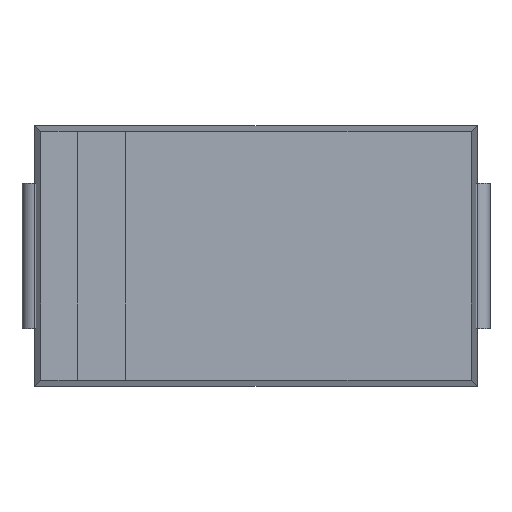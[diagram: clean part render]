
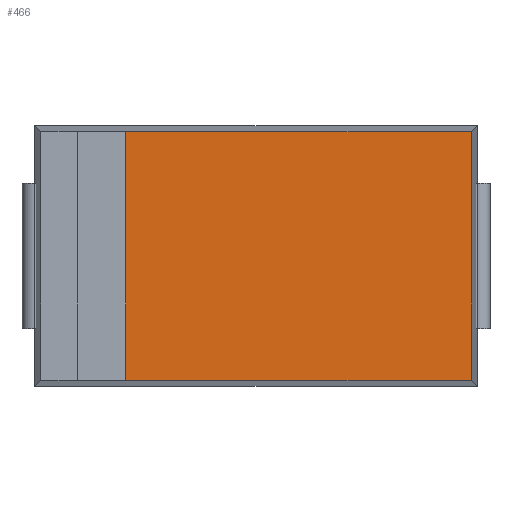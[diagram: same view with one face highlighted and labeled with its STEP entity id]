
A CAD part, top view. The second image highlights one B-rep face of the part: STEP entity #466.
In plain terms, the highlighted planar face has unit normal (0, 0, 1).
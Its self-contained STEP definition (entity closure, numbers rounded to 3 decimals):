
#5 = CARTESIAN_POINT ( 'NONE',  ( -2.15, 2.05, 1.95 ) ) ;
#75 = VERTEX_POINT ( 'NONE', #423 ) ;
#156 = ORIENTED_EDGE ( 'NONE', *, *, #1008, .T. ) ;
#258 = ORIENTED_EDGE ( 'NONE', *, *, #1479, .F. ) ;
#265 = DIRECTION ( 'NONE',  ( 1., 0., 0. ) ) ;
#352 = LINE ( 'NONE', #820, #1477 ) ;
#423 = CARTESIAN_POINT ( 'NONE',  ( -2.15, -2.05, 1.95 ) ) ;
#435 = CARTESIAN_POINT ( 'NONE',  ( 0., 0., 1.95 ) ) ;
#466 = ADVANCED_FACE ( 'NONE', ( #952 ), #1482, .F. ) ;
#573 = DIRECTION ( 'NONE',  ( 0., 0., -1. ) ) ;
#596 = DIRECTION ( 'NONE',  ( -1., 0., 0. ) ) ;
#602 = VERTEX_POINT ( 'NONE', #1199 ) ;
#758 = EDGE_CURVE ( 'NONE', #75, #1802, #1129, .T. ) ;
#820 = CARTESIAN_POINT ( 'NONE',  ( 0., 2.05, 1.95 ) ) ;
#839 = EDGE_LOOP ( 'NONE', ( #156, #258, #860, #1047 ) ) ;
#860 = ORIENTED_EDGE ( 'NONE', *, *, #758, .T. ) ;
#893 = LINE ( 'NONE', #1261, #1485 ) ;
#952 = FACE_OUTER_BOUND ( 'NONE', #839, .T. ) ;
#955 = DIRECTION ( 'NONE',  ( 0., 1., 0. ) ) ;
#966 = VERTEX_POINT ( 'NONE', #5 ) ;
#1008 = EDGE_CURVE ( 'NONE', #602, #966, #352, .T. ) ;
#1047 = ORIENTED_EDGE ( 'NONE', *, *, #1592, .T. ) ;
#1129 = LINE ( 'NONE', #1530, #1689 ) ;
#1199 = CARTESIAN_POINT ( 'NONE',  ( 3.55, 2.05, 1.95 ) ) ;
#1255 = DIRECTION ( 'NONE',  ( -1., 0., 0. ) ) ;
#1260 = VECTOR ( 'NONE', #1617, 1000. ) ;
#1261 = CARTESIAN_POINT ( 'NONE',  ( 3.55, 0., 1.95 ) ) ;
#1402 = AXIS2_PLACEMENT_3D ( 'NONE', #435, #573, #596 ) ;
#1477 = VECTOR ( 'NONE', #1255, 1000. ) ;
#1479 = EDGE_CURVE ( 'NONE', #75, #966, #1703, .T. ) ;
#1482 = PLANE ( 'NONE',  #1402 ) ;
#1485 = VECTOR ( 'NONE', #955, 1000. ) ;
#1530 = CARTESIAN_POINT ( 'NONE',  ( 0., -2.05, 1.95 ) ) ;
#1592 = EDGE_CURVE ( 'NONE', #1802, #602, #893, .T. ) ;
#1617 = DIRECTION ( 'NONE',  ( 0., 1., 0. ) ) ;
#1689 = VECTOR ( 'NONE', #265, 1000. ) ;
#1703 = LINE ( 'NONE', #1920, #1260 ) ;
#1802 = VERTEX_POINT ( 'NONE', #1923 ) ;
#1920 = CARTESIAN_POINT ( 'NONE',  ( -2.15, -2.05, 1.95 ) ) ;
#1923 = CARTESIAN_POINT ( 'NONE',  ( 3.55, -2.05, 1.95 ) ) ;
